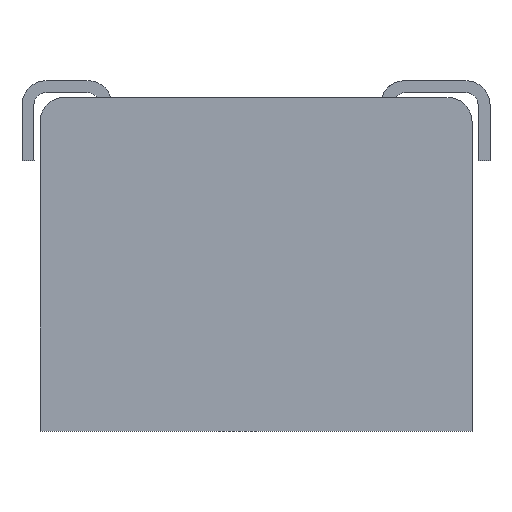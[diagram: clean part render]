
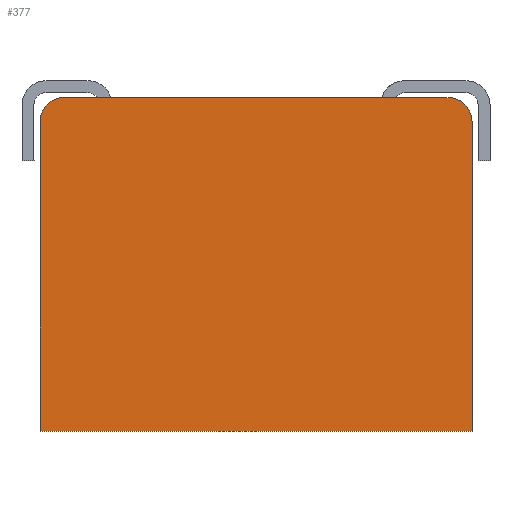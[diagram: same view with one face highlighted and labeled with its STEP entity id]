
A CAD part, left-side view. The second image highlights one B-rep face of the part: STEP entity #377.
In plain terms, the highlighted planar face has unit normal (-1, 0, 0).
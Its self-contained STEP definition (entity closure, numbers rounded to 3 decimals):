
#26 = EDGE_CURVE ( 'NONE', #822, #1262, #309, .T. ) ;
#36 = VERTEX_POINT ( 'NONE', #1660 ) ;
#62 = CARTESIAN_POINT ( 'NONE',  ( -2.718, 2.032, -0.254 ) ) ;
#82 = EDGE_LOOP ( 'NONE', ( #412, #1541, #1800, #1006, #164, #519 ) ) ;
#104 = CARTESIAN_POINT ( 'NONE',  ( -2.718, 2.286, -3.531 ) ) ;
#108 = DIRECTION ( 'NONE',  ( 1., 0., 0. ) ) ;
#164 = ORIENTED_EDGE ( 'NONE', *, *, #1054, .F. ) ;
#174 = VECTOR ( 'NONE', #1357, 1000. ) ;
#201 = DIRECTION ( 'NONE',  ( 0., 0., 1. ) ) ;
#205 = AXIS2_PLACEMENT_3D ( 'NONE', #1467, #502, #1633 ) ;
#220 = DIRECTION ( 'NONE',  ( 0., 0., 1. ) ) ;
#253 = CARTESIAN_POINT ( 'NONE',  ( -2.718, 0., 0. ) ) ;
#271 = EDGE_CURVE ( 'NONE', #822, #1084, #805, .T. ) ;
#309 = LINE ( 'NONE', #677, #1967 ) ;
#364 = CARTESIAN_POINT ( 'NONE',  ( -2.718, -2.032, 0. ) ) ;
#373 = VERTEX_POINT ( 'NONE', #1870 ) ;
#377 = ADVANCED_FACE ( 'NONE', ( #1355 ), #413, .F. ) ;
#403 = CARTESIAN_POINT ( 'NONE',  ( -2.718, -2.286, -1.892 ) ) ;
#412 = ORIENTED_EDGE ( 'NONE', *, *, #271, .F. ) ;
#413 = PLANE ( 'NONE',  #1350 ) ;
#502 = DIRECTION ( 'NONE',  ( 1., 0., 0. ) ) ;
#519 = ORIENTED_EDGE ( 'NONE', *, *, #1916, .F. ) ;
#592 = LINE ( 'NONE', #403, #174 ) ;
#677 = CARTESIAN_POINT ( 'NONE',  ( -2.718, 0., -3.531 ) ) ;
#805 = LINE ( 'NONE', #1140, #1673 ) ;
#822 = VERTEX_POINT ( 'NONE', #104 ) ;
#861 = EDGE_CURVE ( 'NONE', #1262, #36, #592, .T. ) ;
#883 = DIRECTION ( 'NONE',  ( 0., 0., -1. ) ) ;
#944 = AXIS2_PLACEMENT_3D ( 'NONE', #62, #1157, #220 ) ;
#1006 = ORIENTED_EDGE ( 'NONE', *, *, #1804, .F. ) ;
#1041 = CARTESIAN_POINT ( 'NONE',  ( -2.718, 0., -1.765 ) ) ;
#1054 = EDGE_CURVE ( 'NONE', #373, #2026, #1953, .T. ) ;
#1074 = VECTOR ( 'NONE', #1881, 1000. ) ;
#1084 = VERTEX_POINT ( 'NONE', #2011 ) ;
#1140 = CARTESIAN_POINT ( 'NONE',  ( -2.718, 2.286, -1.765 ) ) ;
#1157 = DIRECTION ( 'NONE',  ( 1., 0., 0. ) ) ;
#1228 = CARTESIAN_POINT ( 'NONE',  ( -2.718, -2.286, -3.531 ) ) ;
#1262 = VERTEX_POINT ( 'NONE', #1228 ) ;
#1350 = AXIS2_PLACEMENT_3D ( 'NONE', #1041, #108, #883 ) ;
#1355 = FACE_OUTER_BOUND ( 'NONE', #82, .T. ) ;
#1357 = DIRECTION ( 'NONE',  ( 0., 0., 1. ) ) ;
#1455 = CIRCLE ( 'NONE', #944, 0.254 ) ;
#1467 = CARTESIAN_POINT ( 'NONE',  ( -2.718, -2.032, -0.254 ) ) ;
#1541 = ORIENTED_EDGE ( 'NONE', *, *, #26, .T. ) ;
#1633 = DIRECTION ( 'NONE',  ( 0., 0., -1. ) ) ;
#1651 = DIRECTION ( 'NONE',  ( 0., -1., 0. ) ) ;
#1660 = CARTESIAN_POINT ( 'NONE',  ( -2.718, -2.286, -0.254 ) ) ;
#1662 = CIRCLE ( 'NONE', #205, 0.254 ) ;
#1673 = VECTOR ( 'NONE', #201, 1000. ) ;
#1800 = ORIENTED_EDGE ( 'NONE', *, *, #861, .T. ) ;
#1804 = EDGE_CURVE ( 'NONE', #2026, #36, #1662, .T. ) ;
#1870 = CARTESIAN_POINT ( 'NONE',  ( -2.718, 2.032, 0. ) ) ;
#1881 = DIRECTION ( 'NONE',  ( 0., -1., 0. ) ) ;
#1916 = EDGE_CURVE ( 'NONE', #1084, #373, #1455, .T. ) ;
#1953 = LINE ( 'NONE', #253, #1074 ) ;
#1967 = VECTOR ( 'NONE', #1651, 1000. ) ;
#2011 = CARTESIAN_POINT ( 'NONE',  ( -2.718, 2.286, -0.254 ) ) ;
#2026 = VERTEX_POINT ( 'NONE', #364 ) ;
